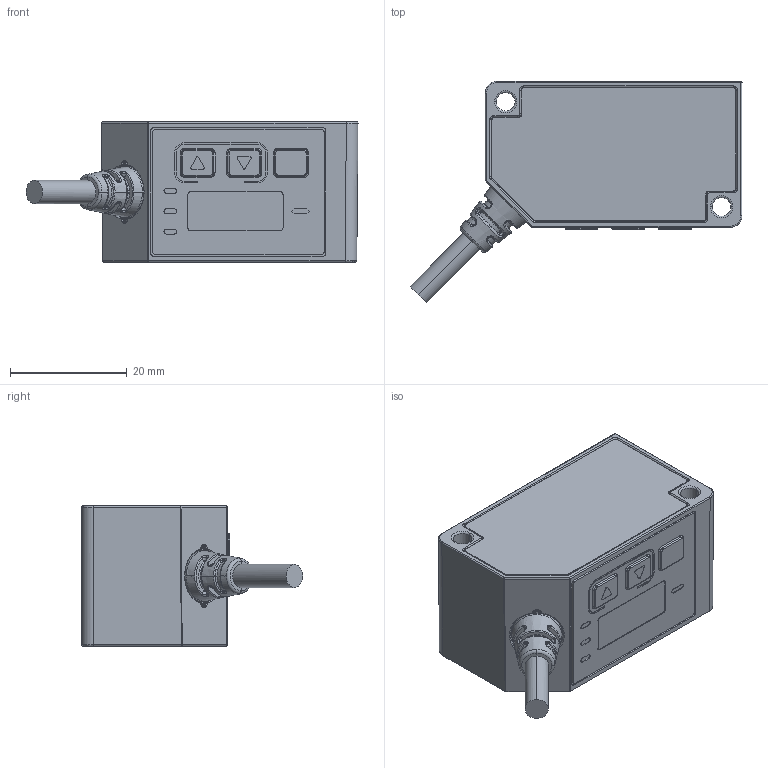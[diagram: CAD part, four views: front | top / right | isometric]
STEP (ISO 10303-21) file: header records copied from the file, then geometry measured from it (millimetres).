
FILE_DESCRIPTION (( 'STEP AP214' ), '1' );
FILE_NAME ('PXDPCMLD21-100A-485_3D.STEP', '2022-11-16T23:54:42', ( '' ), ( '' ), 'SwSTEP 2.0', 'SolidWorks 2022', '' );
FILE_SCHEMA (( 'AUTOMOTIVE_DESIGN' ));
Length unit declared in the file: inch
Products named in the file (1): PXDPCMLD21-100A-485_3D
Bounding box: 56.89 x 37.9 x 24 mm (x, y, z)
Volume: 9537.1 mm3; surface area: 11930.4 mm2
Topology: 1 solids, 1 shells, 1369 faces, 3618 edges, 2229 vertices
Faces by surface type: plane 599, cylinder 425, bspline 146, torus 129, cone 45, sphere 25
Entity records: 53311 total; most frequent: CARTESIAN_POINT 21327, ORIENTED_EDGE 7196, DIRECTION 5960, EDGE_CURVE 3598, VERTEX_POINT 2228, AXIS2_PLACEMENT_3D 2049, VECTOR 1862, LINE 1862
